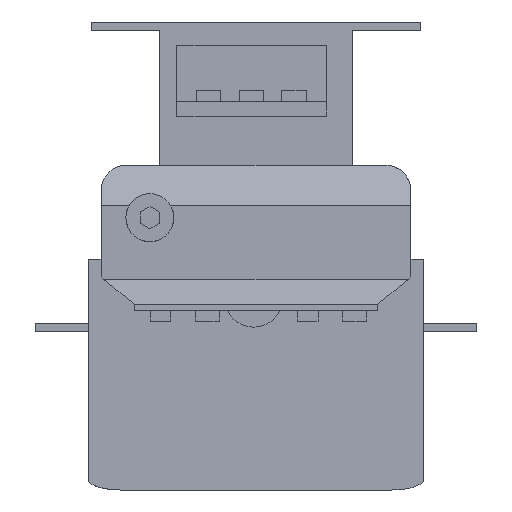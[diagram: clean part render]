
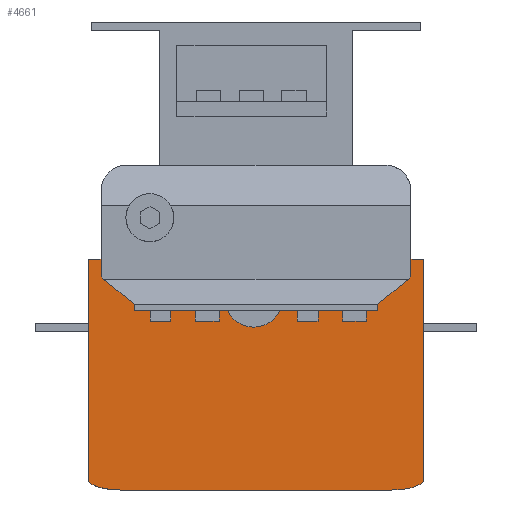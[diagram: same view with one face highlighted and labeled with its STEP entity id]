
A CAD part, left-side view. The second image highlights one B-rep face of the part: STEP entity #4661.
In plain terms, the highlighted planar face has unit normal (-1, 0, 0).
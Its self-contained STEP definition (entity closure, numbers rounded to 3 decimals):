
#24 = DIRECTION ( 'NONE',  ( 0., 1., 0. ) ) ;
#80 = VERTEX_POINT ( 'NONE', #445 ) ;
#89 = DIRECTION ( 'NONE',  ( 0., -1., 0. ) ) ;
#124 = LINE ( 'NONE', #10804, #7284 ) ;
#204 = CARTESIAN_POINT ( 'NONE',  ( -67.5, 72.5, -117. ) ) ;
#445 = CARTESIAN_POINT ( 'NONE',  ( -67.5, 63.29, -215. ) ) ;
#453 = CARTESIAN_POINT ( 'NONE',  ( -67.5, -57., -128.069 ) ) ;
#491 = LINE ( 'NONE', #15733, #940 ) ;
#717 = CARTESIAN_POINT ( 'NONE',  ( -67.5, 72.5, -115.324 ) ) ;
#722 = ORIENTED_EDGE ( 'NONE', *, *, #13839, .T. ) ;
#940 = VECTOR ( 'NONE', #89, 1000. ) ;
#1290 = VECTOR ( 'NONE', #7521, 1000. ) ;
#1361 = VERTEX_POINT ( 'NONE', #15641 ) ;
#1421 = DIRECTION ( 'NONE',  ( 0., 0., 1. ) ) ;
#1598 = DIRECTION ( 'NONE',  ( 0., -1., 0. ) ) ;
#2023 = DIRECTION ( 'NONE',  ( 0., 0., -1. ) ) ;
#2093 = CARTESIAN_POINT ( 'NONE',  ( -67.5, 78.5, -211.042 ) ) ;
#2405 = EDGE_CURVE ( 'NONE', #6499, #4974, #124, .T. ) ;
#2414 = ORIENTED_EDGE ( 'NONE', *, *, #6255, .F. ) ;
#3179 = CARTESIAN_POINT ( 'NONE',  ( -67.5, -74.845, -214.804 ) ) ;
#3469 = ORIENTED_EDGE ( 'NONE', *, *, #17951, .F. ) ;
#3508 = B_SPLINE_CURVE_WITH_KNOTS ( 'NONE', 2,
 ( #13011, #3179, #16994 ),
 .UNSPECIFIED., .F., .F.,
 ( 3, 3 ),
 ( 0., 1. ),
 .UNSPECIFIED. ) ;
#3612 = ORIENTED_EDGE ( 'NONE', *, *, #7468, .F. ) ;
#3628 = LINE ( 'NONE', #10365, #10953 ) ;
#3831 = LINE ( 'NONE', #10014, #18499 ) ;
#3985 = EDGE_CURVE ( 'NONE', #15792, #16614, #12773, .T. ) ;
#4007 = ORIENTED_EDGE ( 'NONE', *, *, #9177, .F. ) ;
#4013 = VECTOR ( 'NONE', #1598, 1000. ) ;
#4082 = DIRECTION ( 'NONE',  ( 0., 0., -1. ) ) ;
#4431 = EDGE_CURVE ( 'NONE', #4509, #1361, #491, .T. ) ;
#4455 = EDGE_CURVE ( 'NONE', #15622, #4509, #8304, .T. ) ;
#4509 = VERTEX_POINT ( 'NONE', #16975 ) ;
#4661 = ADVANCED_FACE ( 'NONE', ( #16250 ), #15859, .T. ) ;
#4974 = VERTEX_POINT ( 'NONE', #8318 ) ;
#5289 = LINE ( 'NONE', #14197, #16185 ) ;
#5448 = CARTESIAN_POINT ( 'NONE',  ( -67.5, -72.5, -117. ) ) ;
#5656 = LINE ( 'NONE', #11358, #14984 ) ;
#5783 = CARTESIAN_POINT ( 'NONE',  ( -67.5, 78.5, -117. ) ) ;
#5866 = EDGE_LOOP ( 'NONE', ( #11779, #2414, #14507, #722, #16993, #9167, #3469, #4007, #7356, #3612, #6511, #16522, #10675, #17046, #6739, #16664 ) ) ;
#6255 = EDGE_CURVE ( 'NONE', #6499, #13909, #10546, .T. ) ;
#6499 = VERTEX_POINT ( 'NONE', #16760 ) ;
#6511 = ORIENTED_EDGE ( 'NONE', *, *, #3985, .F. ) ;
#6719 = CARTESIAN_POINT ( 'NONE',  ( -67.5, 57., -128.069 ) ) ;
#6739 = ORIENTED_EDGE ( 'NONE', *, *, #15431, .F. ) ;
#7149 = CARTESIAN_POINT ( 'NONE',  ( -67.5, -72.5, -131. ) ) ;
#7284 = VECTOR ( 'NONE', #10923, 1000. ) ;
#7286 = CARTESIAN_POINT ( 'NONE',  ( -67.5, 57., -128.069 ) ) ;
#7289 = EDGE_CURVE ( 'NONE', #13909, #8930, #3508, .T. ) ;
#7356 = ORIENTED_EDGE ( 'NONE', *, *, #9027, .F. ) ;
#7440 = VECTOR ( 'NONE', #4082, 1000. ) ;
#7468 = EDGE_CURVE ( 'NONE', #16614, #11678, #3628, .T. ) ;
#7521 = DIRECTION ( 'NONE',  ( 0., 0., 1. ) ) ;
#8239 = CIRCLE ( 'NONE', #13704, 13.435 ) ;
#8304 = LINE ( 'NONE', #5783, #11171 ) ;
#8318 = CARTESIAN_POINT ( 'NONE',  ( -67.5, -72.5, -107. ) ) ;
#8324 = EDGE_CURVE ( 'NONE', #15792, #1361, #3831, .T. ) ;
#8402 = CARTESIAN_POINT ( 'NONE',  ( -67.5, 74.845, -214.804 ) ) ;
#8608 = VECTOR ( 'NONE', #11780, 1000. ) ;
#8642 = CARTESIAN_POINT ( 'NONE',  ( -67.5, -78.5, -211.042 ) ) ;
#8930 = VERTEX_POINT ( 'NONE', #13044 ) ;
#9027 = EDGE_CURVE ( 'NONE', #11678, #12958, #15342, .T. ) ;
#9167 = ORIENTED_EDGE ( 'NONE', *, *, #16569, .F. ) ;
#9177 = EDGE_CURVE ( 'NONE', #12958, #17137, #8239, .T. ) ;
#9549 = CARTESIAN_POINT ( 'NONE',  ( -67.5, -72.5, -115.324 ) ) ;
#9909 = CARTESIAN_POINT ( 'NONE',  ( -67.5, 13.282, -131. ) ) ;
#10014 = CARTESIAN_POINT ( 'NONE',  ( -67.5, 72.5, -117. ) ) ;
#10172 = CARTESIAN_POINT ( 'NONE',  ( -67.5, -11.11, -131. ) ) ;
#10345 = CARTESIAN_POINT ( 'NONE',  ( -67.5, 1.086, -125.365 ) ) ;
#10365 = CARTESIAN_POINT ( 'NONE',  ( -67.5, 57., -131. ) ) ;
#10461 = EDGE_CURVE ( 'NONE', #14287, #13168, #12394, .T. ) ;
#10535 = B_SPLINE_CURVE_WITH_KNOTS ( 'NONE', 2,
 ( #16908, #8402, #16986 ),
 .UNSPECIFIED., .F., .F.,
 ( 3, 3 ),
 ( 0., 1. ),
 .UNSPECIFIED. ) ;
#10546 = LINE ( 'NONE', #13352, #12995 ) ;
#10675 = ORIENTED_EDGE ( 'NONE', *, *, #4431, .F. ) ;
#10804 = CARTESIAN_POINT ( 'NONE',  ( -67.5, 0., -107. ) ) ;
#10923 = DIRECTION ( 'NONE',  ( 0., 1., 0. ) ) ;
#10953 = VECTOR ( 'NONE', #11776, 1000. ) ;
#11171 = VECTOR ( 'NONE', #1421, 1000. ) ;
#11358 = CARTESIAN_POINT ( 'NONE',  ( -67.5, 72.5, -215. ) ) ;
#11436 = DIRECTION ( 'NONE',  ( 0., 0., 1. ) ) ;
#11440 = DIRECTION ( 'NONE',  ( 0., -1., 0. ) ) ;
#11678 = VERTEX_POINT ( 'NONE', #17874 ) ;
#11776 = DIRECTION ( 'NONE',  ( 0., 0., -1. ) ) ;
#11779 = ORIENTED_EDGE ( 'NONE', *, *, #7289, .F. ) ;
#11780 = DIRECTION ( 'NONE',  ( 0., -0.772, 0.635 ) ) ;
#11819 = DIRECTION ( 'NONE',  ( -1., 0., 0. ) ) ;
#12394 = LINE ( 'NONE', #453, #8608 ) ;
#12681 = CARTESIAN_POINT ( 'NONE',  ( -67.5, -57., -131. ) ) ;
#12773 = LINE ( 'NONE', #6719, #18101 ) ;
#12958 = VERTEX_POINT ( 'NONE', #9909 ) ;
#12995 = VECTOR ( 'NONE', #2023, 1000. ) ;
#13011 = CARTESIAN_POINT ( 'NONE',  ( -67.5, -78.5, -211.042 ) ) ;
#13044 = CARTESIAN_POINT ( 'NONE',  ( -67.5, -63.29, -215. ) ) ;
#13048 = DIRECTION ( 'NONE',  ( 0., -1., 0. ) ) ;
#13168 = VERTEX_POINT ( 'NONE', #9549 ) ;
#13352 = CARTESIAN_POINT ( 'NONE',  ( -67.5, -78.5, 0. ) ) ;
#13704 = AXIS2_PLACEMENT_3D ( 'NONE', #10345, #11819, #17440 ) ;
#13839 = EDGE_CURVE ( 'NONE', #4974, #13168, #17674, .T. ) ;
#13909 = VERTEX_POINT ( 'NONE', #8642 ) ;
#14197 = CARTESIAN_POINT ( 'NONE',  ( -67.5, -72.5, -131. ) ) ;
#14287 = VERTEX_POINT ( 'NONE', #18089 ) ;
#14412 = EDGE_CURVE ( 'NONE', #8930, #80, #5656, .T. ) ;
#14507 = ORIENTED_EDGE ( 'NONE', *, *, #2405, .T. ) ;
#14857 = LINE ( 'NONE', #17410, #1290 ) ;
#14984 = VECTOR ( 'NONE', #24, 1000. ) ;
#15342 = LINE ( 'NONE', #7149, #4013 ) ;
#15381 = VERTEX_POINT ( 'NONE', #12681 ) ;
#15431 = EDGE_CURVE ( 'NONE', #80, #15622, #10535, .T. ) ;
#15622 = VERTEX_POINT ( 'NONE', #2093 ) ;
#15641 = CARTESIAN_POINT ( 'NONE',  ( -67.5, 72.5, -107. ) ) ;
#15733 = CARTESIAN_POINT ( 'NONE',  ( -67.5, 72.5, -107. ) ) ;
#15792 = VERTEX_POINT ( 'NONE', #717 ) ;
#15859 = PLANE ( 'NONE',  #16258 ) ;
#16185 = VECTOR ( 'NONE', #11440, 1000. ) ;
#16250 = FACE_OUTER_BOUND ( 'NONE', #5866, .T. ) ;
#16258 = AXIS2_PLACEMENT_3D ( 'NONE', #204, #17272, #13048 ) ;
#16522 = ORIENTED_EDGE ( 'NONE', *, *, #8324, .T. ) ;
#16569 = EDGE_CURVE ( 'NONE', #15381, #14287, #14857, .T. ) ;
#16614 = VERTEX_POINT ( 'NONE', #7286 ) ;
#16664 = ORIENTED_EDGE ( 'NONE', *, *, #14412, .F. ) ;
#16760 = CARTESIAN_POINT ( 'NONE',  ( -67.5, -78.5, -107. ) ) ;
#16908 = CARTESIAN_POINT ( 'NONE',  ( -67.5, 63.29, -215. ) ) ;
#16975 = CARTESIAN_POINT ( 'NONE',  ( -67.5, 78.5, -107. ) ) ;
#16986 = CARTESIAN_POINT ( 'NONE',  ( -67.5, 78.5, -211.042 ) ) ;
#16993 = ORIENTED_EDGE ( 'NONE', *, *, #10461, .F. ) ;
#16994 = CARTESIAN_POINT ( 'NONE',  ( -67.5, -63.29, -215. ) ) ;
#17046 = ORIENTED_EDGE ( 'NONE', *, *, #4455, .F. ) ;
#17137 = VERTEX_POINT ( 'NONE', #10172 ) ;
#17272 = DIRECTION ( 'NONE',  ( -1., 0., 0. ) ) ;
#17410 = CARTESIAN_POINT ( 'NONE',  ( -67.5, -57., -131. ) ) ;
#17440 = DIRECTION ( 'NONE',  ( 0., -1., 0. ) ) ;
#17674 = LINE ( 'NONE', #5448, #7440 ) ;
#17874 = CARTESIAN_POINT ( 'NONE',  ( -67.5, 57., -131. ) ) ;
#17951 = EDGE_CURVE ( 'NONE', #17137, #15381, #5289, .T. ) ;
#18071 = DIRECTION ( 'NONE',  ( 0., -0.772, -0.635 ) ) ;
#18089 = CARTESIAN_POINT ( 'NONE',  ( -67.5, -57., -128.069 ) ) ;
#18101 = VECTOR ( 'NONE', #18071, 1000. ) ;
#18499 = VECTOR ( 'NONE', #11436, 1000. ) ;
